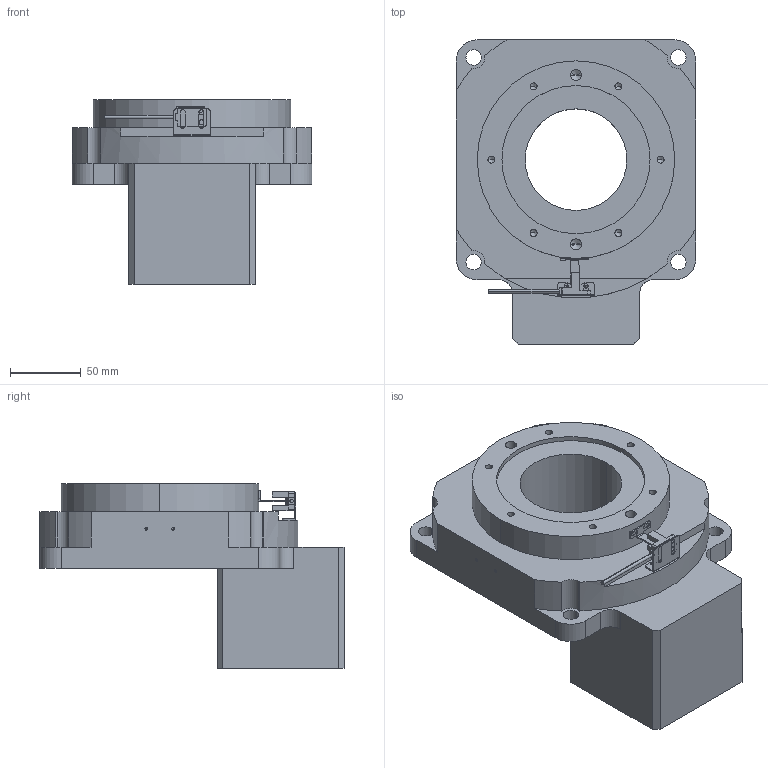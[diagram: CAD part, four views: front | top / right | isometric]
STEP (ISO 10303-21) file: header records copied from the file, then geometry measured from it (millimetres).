
FILE_DESCRIPTION (( 'STEP AP214' ), '1' );
FILE_NAME ('KTN170-10K-22-80-100-M6£¨ÐÐÐÇ£©.STEP', '2022-10-08T02:41:37', ( '' ), ( '' ), 'SwSTEP 2.0', 'SolidWorks 2020', '' );
FILE_SCHEMA (( 'AUTOMOTIVE_DESIGN' ));
Length unit declared in the file: millimetre
Products named in the file (5): 覜茼え2; KTN170-10K-22-80-100-M6（行星）; SX674; 覜茼ん盓殤
Assembly tree (4 placements, depth 2):
  KTN170-10K-22-80-100-M6（行星）
    KTN170-10K-22-80-100-M6（行星）
    覜茼ん盓殤
    SX674
    覜茼え2
Bounding box: 170 x 215.6 x 131 mm (x, y, z)
Volume: 1685346.5 mm3; surface area: 146711.5 mm2
Topology: 4 solids, 6 shells, 276 faces, 727 edges, 448 vertices
Faces by surface type: cylinder 121, plane 111, cone 44
Entity records: 8714 total; most frequent: DIRECTION 1493, CARTESIAN_POINT 1414, ORIENTED_EDGE 1366, EDGE_CURVE 683, AXIS2_PLACEMENT_3D 527, VERTEX_POINT 448, LINE 439, VECTOR 439
